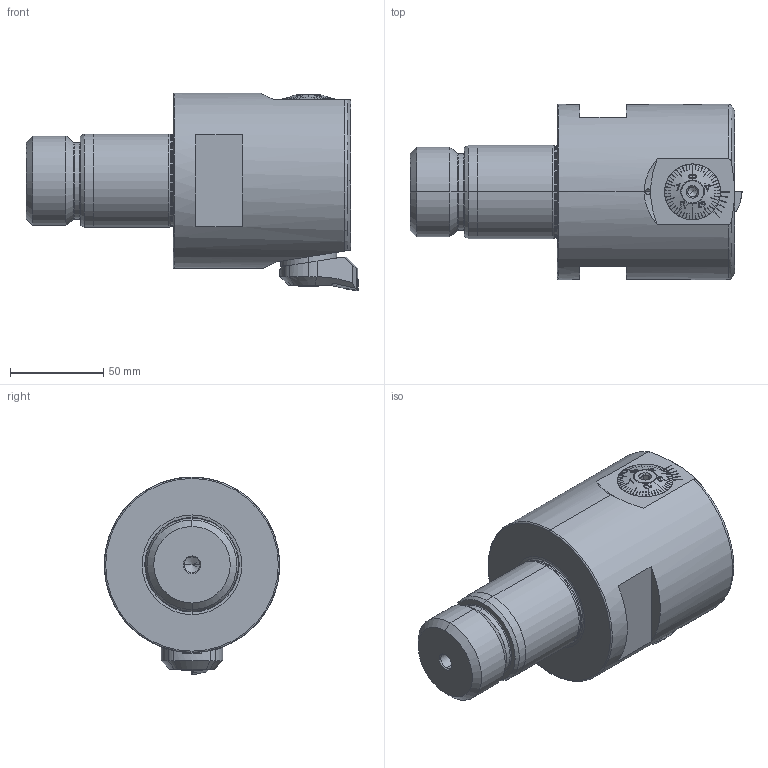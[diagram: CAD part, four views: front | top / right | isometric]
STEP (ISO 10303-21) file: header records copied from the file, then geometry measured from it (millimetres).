
FILE_DESCRIPTION (( 'STEP AP203' ), '1' );
FILE_NAME ('250.940.000C.STEP', '2018-02-26T15:06:52', ( 'SWIAdmin' ), ( 'Hewlett-Packard Company' ), 'SwSTEP 2.0', 'SolidWorks 2017', '' );
FILE_SCHEMA (( 'CONFIG_CONTROL_DESIGN' ));
Length unit declared in the file: millimetre
Products named in the file (21): WCA-ER2.001.005_A; F94-BG2.014.024_B; F55-WCA.001.013; F94-BG2.015.024_B; F55-ER1.101.016_A; DIN 3771 - 25x1.5; 250.940.000C; F94-BG1.014.082; F55-BG1.012.012_A; A55-BG3.011.033_A_gek〉zt; CA9-F94.K20.099_A; F94-BG1.011.082; Klebstoff D10; ISO 4026 - M10 x 28; A55-BG2.013.005_C; F55-WCA.001.013_D_fertigbearbeitet; WCB-ER2.001.009_A; A55-BG2.012.006_B; CCMT060204; F94-BG1.011.082_D; A55-BG2.011.016_D
Assembly tree (20 placements, depth 4):
  250.940.000C
    CA9-F94.K20.099_A
    ISO 4026 - M10 x 28
    WCB-ER2.001.009_A
    F94-BG1.014.082
      F94-BG1.011.082
        F94-BG1.011.082_D
        F55-BG1.012.012_A
      A55-BG2.013.005_C
      A55-BG2.012.006_B
      F94-BG2.015.024_B
        A55-BG2.011.016_D
        F94-BG2.014.024_B
      DIN 3771 - 25x1.5
    A55-BG3.011.033_A_gek〉zt
    Klebstoff D10
    F55-WCA.001.013
      F55-WCA.001.013_D_fertigbearbeitet
      CCMT060204
      WCA-ER2.001.005_A
    F55-ER1.101.016_A
Bounding box: 178 x 94 x 106.03 mm (x, y, z)
Volume: 779119.1 mm3; surface area: 94177.3 mm2
Topology: 18 solids, 18 shells, 858 faces, 2184 edges, 1370 vertices
Faces by surface type: plane 344, cone 208, cylinder 178, torus 77, bspline 47, sphere 4
Entity records: 31303 total; most frequent: CARTESIAN_POINT 9328, ORIENTED_EDGE 4332, DIRECTION 3875, EDGE_CURVE 2166, AXIS2_PLACEMENT_3D 1528, VERTEX_POINT 1370, EDGE_LOOP 910, ADVANCED_FACE 858
